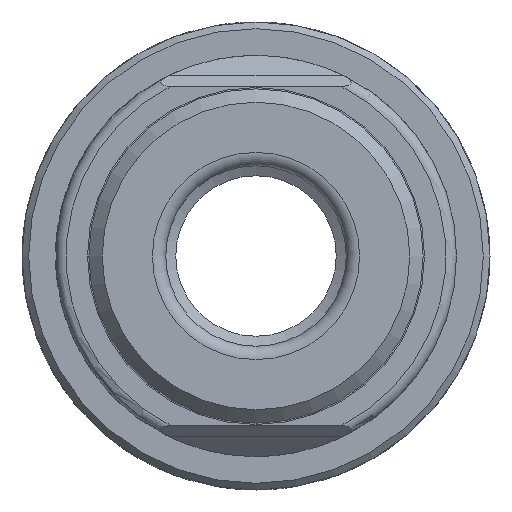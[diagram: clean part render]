
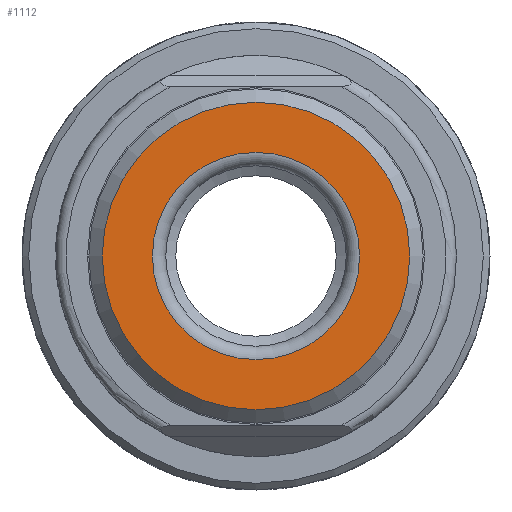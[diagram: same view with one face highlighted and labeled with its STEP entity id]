
A CAD part, left-side view. The second image highlights one B-rep face of the part: STEP entity #1112.
In plain terms, the highlighted planar face has unit normal (-1, 0, 0).
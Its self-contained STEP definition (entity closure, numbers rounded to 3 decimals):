
#96=FACE_BOUND('',#222,.T.);
#103=PLANE('',#1260);
#155=FACE_OUTER_BOUND('',#221,.T.);
#221=EDGE_LOOP('',(#793));
#222=EDGE_LOOP('',(#794));
#446=CIRCLE('',#1259,11.5);
#447=CIRCLE('',#1261,7.75);
#511=VERTEX_POINT('',#1778);
#512=VERTEX_POINT('',#1782);
#620=EDGE_CURVE('',#511,#511,#446,.T.);
#621=EDGE_CURVE('',#512,#512,#447,.T.);
#793=ORIENTED_EDGE('',*,*,#620,.F.);
#794=ORIENTED_EDGE('',*,*,#621,.F.);
#1112=ADVANCED_FACE('',(#155,#96),#103,.T.);
#1259=AXIS2_PLACEMENT_3D('',#1780,#1424,#1425);
#1260=AXIS2_PLACEMENT_3D('',#1781,#1426,#1427);
#1261=AXIS2_PLACEMENT_3D('',#1783,#1428,#1429);
#1424=DIRECTION('center_axis',(1.,0.,0.));
#1425=DIRECTION('ref_axis',(0.,-1.,0.));
#1426=DIRECTION('center_axis',(-1.,0.,0.));
#1427=DIRECTION('ref_axis',(0.,0.,1.));
#1428=DIRECTION('center_axis',(-1.,0.,0.));
#1429=DIRECTION('ref_axis',(0.,0.,-1.));
#1778=CARTESIAN_POINT('',(0.,11.5,0.));
#1780=CARTESIAN_POINT('Origin',(0.,0.,
0.));
#1781=CARTESIAN_POINT('Origin',(0.,12.5,0.));
#1782=CARTESIAN_POINT('',(0.,0.,7.75));
#1783=CARTESIAN_POINT('Origin',(0.,0.,
0.));
